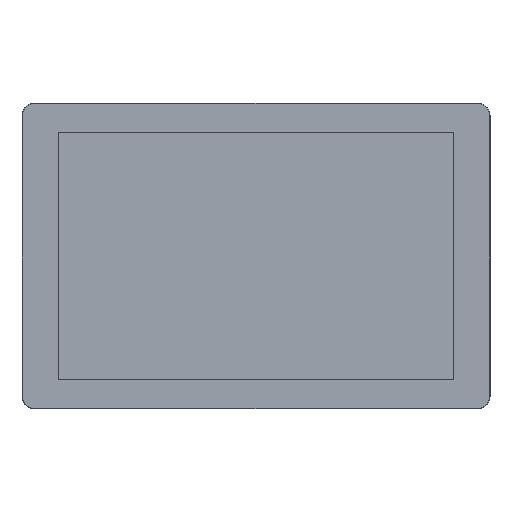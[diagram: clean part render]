
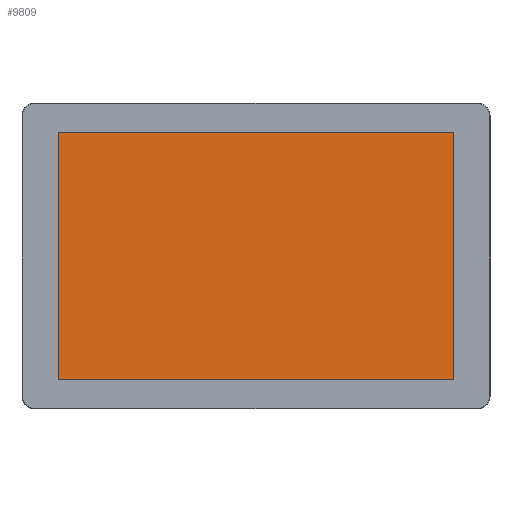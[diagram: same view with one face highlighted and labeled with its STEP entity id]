
A CAD part, top view. The second image highlights one B-rep face of the part: STEP entity #9809.
In plain terms, the highlighted planar face has unit normal (0, 0, 1).
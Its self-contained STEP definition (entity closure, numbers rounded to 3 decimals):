
#482=PLANE('',#10595);
#942=FACE_OUTER_BOUND('',#1467,.T.);
#1467=EDGE_LOOP('',(#7114,#7115,#7116,#7117));
#2144=LINE('',#13944,#3414);
#2148=LINE('',#13952,#3418);
#2151=LINE('',#13958,#3421);
#2154=LINE('',#13963,#3424);
#3414=VECTOR('',#11356,10.);
#3418=VECTOR('',#11362,10.);
#3421=VECTOR('',#11367,10.);
#3424=VECTOR('',#11372,10.);
#4672=VERTEX_POINT('',#13942);
#4673=VERTEX_POINT('',#13943);
#4676=VERTEX_POINT('',#13951);
#4678=VERTEX_POINT('',#13957);
#5622=EDGE_CURVE('',#4672,#4673,#2144,.T.);
#5626=EDGE_CURVE('',#4676,#4672,#2148,.T.);
#5629=EDGE_CURVE('',#4678,#4676,#2151,.T.);
#5632=EDGE_CURVE('',#4673,#4678,#2154,.T.);
#7114=ORIENTED_EDGE('',*,*,#5632,.F.);
#7115=ORIENTED_EDGE('',*,*,#5622,.F.);
#7116=ORIENTED_EDGE('',*,*,#5626,.F.);
#7117=ORIENTED_EDGE('',*,*,#5629,.F.);
#9809=ADVANCED_FACE('',(#942),#482,.T.);
#10595=AXIS2_PLACEMENT_3D('',#13966,#11376,#11377);
#11356=DIRECTION('',(0.,1.,0.));
#11362=DIRECTION('',(-1.,0.,0.));
#11367=DIRECTION('',(0.,-1.,0.));
#11372=DIRECTION('',(1.,0.,0.));
#11376=DIRECTION('center_axis',(0.,0.,1.));
#11377=DIRECTION('ref_axis',(1.,0.,0.));
#13942=CARTESIAN_POINT('',(32.395,26.505,1.1));
#13943=CARTESIAN_POINT('',(32.395,163.105,1.1));
#13944=CARTESIAN_POINT('',(32.395,26.505,1.1));
#13951=CARTESIAN_POINT('',(250.355,26.505,1.1));
#13952=CARTESIAN_POINT('',(250.355,26.505,1.1));
#13957=CARTESIAN_POINT('',(250.355,163.105,1.1));
#13958=CARTESIAN_POINT('',(250.355,163.105,1.1));
#13963=CARTESIAN_POINT('',(32.395,163.105,1.1));
#13966=CARTESIAN_POINT('Origin',(141.375,94.805,1.1));
